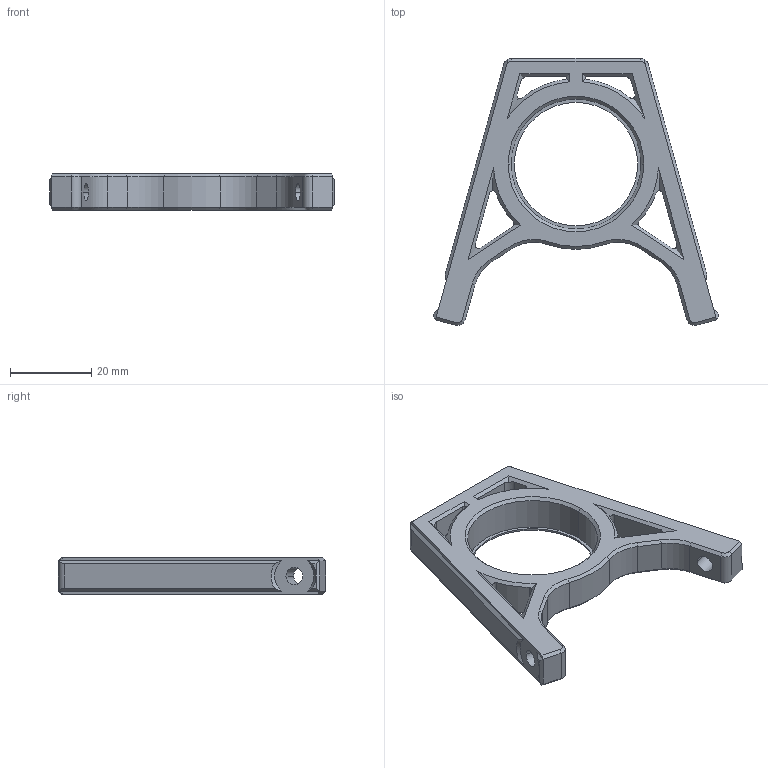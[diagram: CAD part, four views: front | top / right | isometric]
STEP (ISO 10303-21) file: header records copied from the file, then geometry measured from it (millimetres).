
FILE_DESCRIPTION (( 'STEP AP203' ), '1' );
FILE_NAME ('b2_level holder_31mm.STEP', '2021-08-15T17:06:42', ( '' ), ( '' ), 'SwSTEP 2.0', 'SolidWorks 2020', '' );
FILE_SCHEMA (( 'CONFIG_CONTROL_DESIGN' ));
Length unit declared in the file: millimetre
Products named in the file (1): b2_level holder_31mm
Bounding box: 69.94 x 65.56 x 9 mm (x, y, z)
Volume: 13207.9 mm3; surface area: 7453.4 mm2
Topology: 1 solids, 1 shells, 140 faces, 377 edges, 240 vertices
Faces by surface type: plane 68, cylinder 38, cone 34
Entity records: 4566 total; most frequent: CARTESIAN_POINT 1124, ORIENTED_EDGE 754, DIRECTION 647, EDGE_CURVE 377, VERTEX_POINT 240, AXIS2_PLACEMENT_3D 223, LINE 201, VECTOR 201
